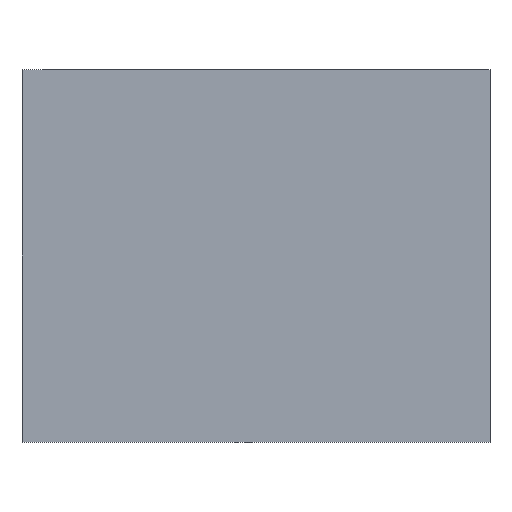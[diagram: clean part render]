
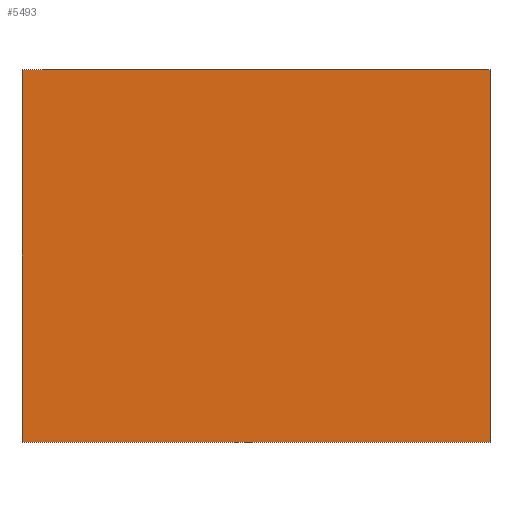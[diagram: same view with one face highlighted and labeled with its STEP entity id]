
A CAD part, left-side view. The second image highlights one B-rep face of the part: STEP entity #5493.
In plain terms, the highlighted planar face has unit normal (-1, 0, 0).
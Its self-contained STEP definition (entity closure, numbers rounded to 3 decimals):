
#822=FACE_OUTER_BOUND('',#1130,.T.);
#1130=EDGE_LOOP('',(#5052,#5053,#5054,#5055));
#1372=LINE('',#8076,#1858);
#1607=LINE('',#9593,#2093);
#1617=LINE('',#9615,#2103);
#1618=LINE('',#9616,#2104);
#1858=VECTOR('',#6026,10.);
#2093=VECTOR('',#6379,10.);
#2103=VECTOR('',#6403,10.);
#2104=VECTOR('',#6404,10.);
#2374=VERTEX_POINT('',#8073);
#2375=VERTEX_POINT('',#8075);
#2638=VERTEX_POINT('',#9592);
#2643=VERTEX_POINT('',#9614);
#3044=EDGE_CURVE('',#2374,#2375,#1372,.T.);
#3439=EDGE_CURVE('',#2638,#2375,#1607,.T.);
#3449=EDGE_CURVE('',#2638,#2643,#1617,.T.);
#3450=EDGE_CURVE('',#2643,#2374,#1618,.T.);
#5052=ORIENTED_EDGE('',*,*,#3449,.F.);
#5053=ORIENTED_EDGE('',*,*,#3439,.T.);
#5054=ORIENTED_EDGE('',*,*,#3044,.F.);
#5055=ORIENTED_EDGE('',*,*,#3450,.F.);
#5198=PLANE('',#5649);
#5493=ADVANCED_FACE('',(#822),#5198,.T.);
#5649=AXIS2_PLACEMENT_3D('',#9613,#6401,#6402);
#6026=DIRECTION('',(0.,-1.,0.));
#6379=DIRECTION('',(0.,0.,1.));
#6401=DIRECTION('center_axis',(-1.,0.,0.));
#6402=DIRECTION('ref_axis',(0.,-1.,0.));
#6403=DIRECTION('',(0.,1.,0.));
#6404=DIRECTION('',(0.,0.,1.));
#8073=CARTESIAN_POINT('',(-49.,88.,70.));
#8075=CARTESIAN_POINT('',(-49.,0.,70.));
#8076=CARTESIAN_POINT('',(-49.,0.,70.));
#9592=CARTESIAN_POINT('',(-49.,0.,0.));
#9593=CARTESIAN_POINT('',(-49.,0.,0.));
#9613=CARTESIAN_POINT('Origin',(-49.,88.,0.));
#9614=CARTESIAN_POINT('',(-49.,88.,0.));
#9615=CARTESIAN_POINT('',(-49.,0.,0.));
#9616=CARTESIAN_POINT('',(-49.,88.,0.));
